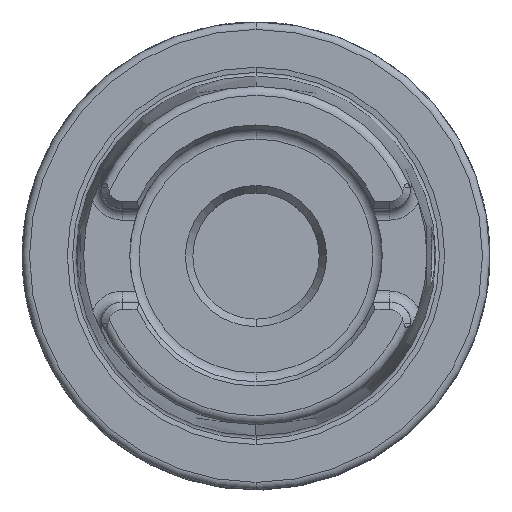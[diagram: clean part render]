
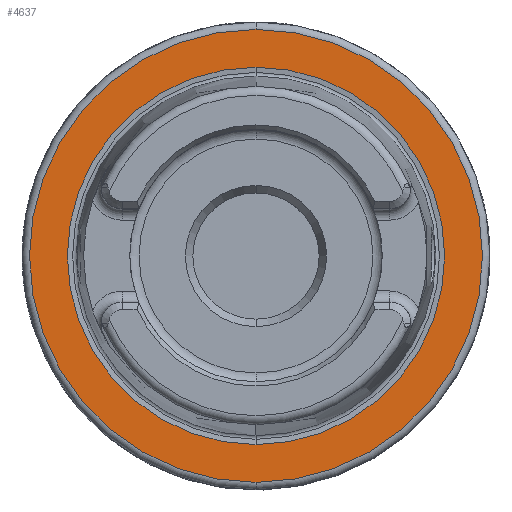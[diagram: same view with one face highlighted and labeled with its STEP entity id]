
A CAD part, top view. The second image highlights one B-rep face of the part: STEP entity #4637.
In plain terms, the highlighted planar face has unit normal (0, 0, 1).
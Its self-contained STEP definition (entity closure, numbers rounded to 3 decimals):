
#1108=CARTESIAN_POINT('',(0,0,26));
#1109=DIRECTION('',(0,0,-1));
#1110=DIRECTION('',(0,1,0));
#1111=AXIS2_PLACEMENT_3D('',#1108,#1109,#1110);
#1121=CARTESIAN_POINT('',(0,0,26));
#1122=DIRECTION('',(0,0,1));
#1123=DIRECTION('',(0,1,0));
#1124=AXIS2_PLACEMENT_3D('',#1121,#1122,#1123);
#1126=CARTESIAN_POINT('',(0,0,26));
#1127=DIRECTION('',(0,0,1));
#1128=DIRECTION('',(0,1,0));
#1129=AXIS2_PLACEMENT_3D('',#1126,#1127,#1128);
#1131=CARTESIAN_POINT('',(0,0,26));
#1132=DIRECTION('',(0,0,1));
#1133=DIRECTION('',(0,-1,0));
#1134=AXIS2_PLACEMENT_3D('',#1131,#1132,#1133);
#3004=CARTESIAN_POINT('',(0,25.409,26));
#3006=VERTEX_POINT('',#3004);
#3040=CARTESIAN_POINT('',(0,-25.409,26));
#3042=VERTEX_POINT('',#3040);
#3106=CARTESIAN_POINT('',(0,30.5,26));
#3107=CARTESIAN_POINT('',(0,-30.5,26));
#3108=VERTEX_POINT('',#3106);
#3109=VERTEX_POINT('',#3107);
#4622=CARTESIAN_POINT('',(0,0,26));
#4623=DIRECTION('',(0,0,-1));
#4624=DIRECTION('',(0,-1,0));
#4625=AXIS2_PLACEMENT_3D('',#4622,#4623,#4624);
#4626=PLANE('',#4625);
#4628=ORIENTED_EDGE('',*,*,#4627,.F.);
#4630=ORIENTED_EDGE('',*,*,#4629,.F.);
#4631=EDGE_LOOP('',(#4628,#4630));
#4632=FACE_OUTER_BOUND('',#4631,.F.);
#4633=ORIENTED_EDGE('',*,*,#4617,.T.);
#4634=ORIENTED_EDGE('',*,*,#4601,.F.);
#4635=EDGE_LOOP('',(#4633,#4634));
#4636=FACE_BOUND('',#4635,.F.);
#4637=ADVANCED_FACE('',(#4632,#4636),#4626,.F.);
#1112=CIRCLE('',#1111,25.409);
#1125=CIRCLE('',#1124,25.409);
#1130=CIRCLE('',#1129,30.5);
#1135=CIRCLE('',#1134,30.5);
#4601=EDGE_CURVE('',#3006,#3042,#1112,.T.);
#4617=EDGE_CURVE('',#3006,#3042,#1125,.T.);
#4627=EDGE_CURVE('',#3108,#3109,#1130,.T.);
#4629=EDGE_CURVE('',#3109,#3108,#1135,.T.);
